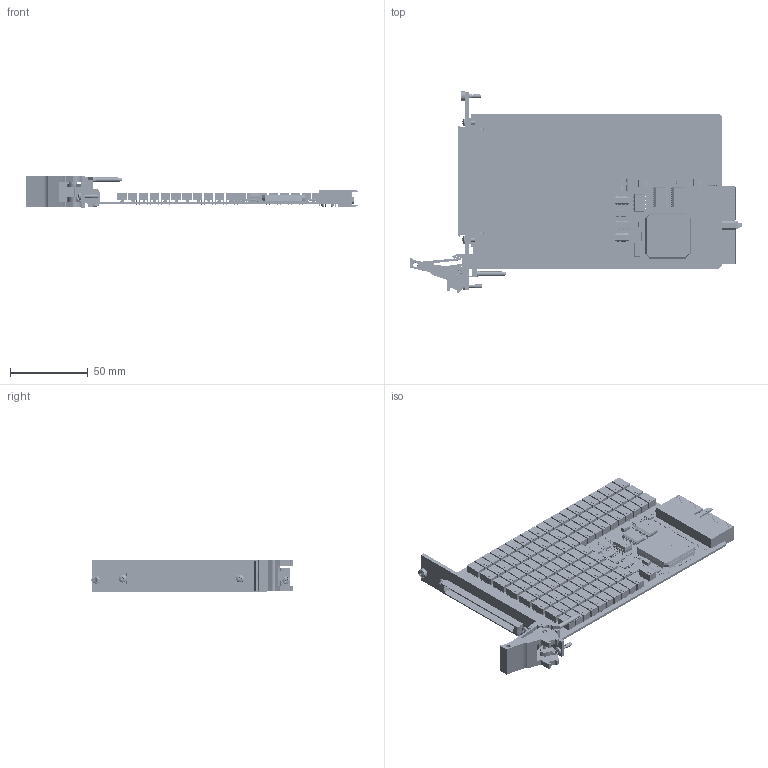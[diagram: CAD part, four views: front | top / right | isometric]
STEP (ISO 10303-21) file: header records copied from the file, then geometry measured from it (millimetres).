
FILE_DESCRIPTION (( 'STEP AP214' ), '1' );
FILE_NAME ('40-195-001 BASIC ASSY-S20.STEP', '2014-02-27T11:19:53', ( 'admin' ), ( '' ), 'SwSTEP 2.0', 'SolidWorks 2012', '' );
FILE_SCHEMA (( 'AUTOMOTIVE_DESIGN' ));
Length unit declared in the file: millimetre
Products named in the file (1): 40-195-001 BASIC ASSY-S20
Bounding box: 214.01 x 129.67 x 20 mm (x, y, z)
Surface area: 90154.4 mm2 (no closed solid volume)
Topology: 0 solids, 1728 shells, 7937 faces, 28048 edges, 21063 vertices
Faces by surface type: cylinder 3983, plane 3879, cone 30, torus 18, sphere 14, bspline 13
Entity records: 400340 total; most frequent: CARTESIAN_POINT 67149, DIRECTION 53803, ORIENTED_EDGE 41429, EDGE_CURVE 28048, VERTEX_POINT 21063, AXIS2_PLACEMENT_3D 18500, VECTOR 16803, LINE 16803
